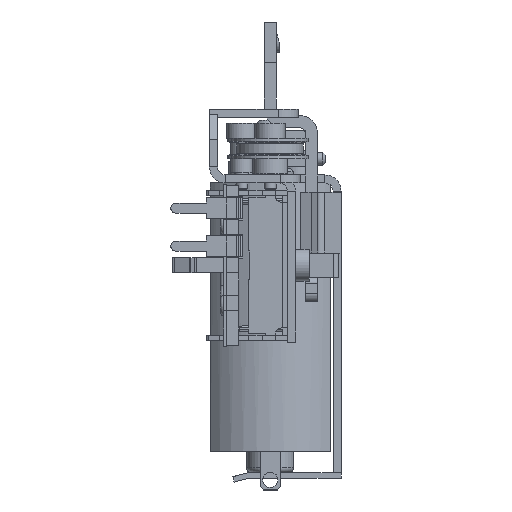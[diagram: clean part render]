
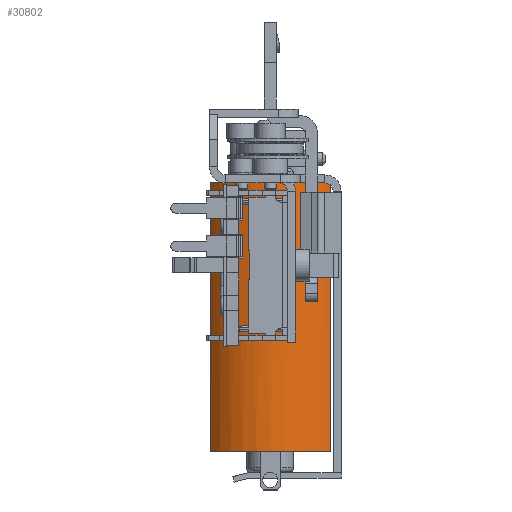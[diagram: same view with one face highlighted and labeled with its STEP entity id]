
A CAD part, left-side view. The second image highlights one B-rep face of the part: STEP entity #30802.
In plain terms, the highlighted cylindrical face has radius 7.7 mm (diameter 15.4 mm), a partial arc.
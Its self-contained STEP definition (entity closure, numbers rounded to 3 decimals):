
#29973=CARTESIAN_POINT('',(66.681,5.,0.));
#29974=VERTEX_POINT('',#29973);
#29992=CARTESIAN_POINT('',(68.064,6.51,0.));
#29993=VERTEX_POINT('',#29992);
#30000=CARTESIAN_POINT('',(73.,0.6,0.));
#30001=DIRECTION('',(0.,0.,-1.));
#30002=DIRECTION('',(-0.641,0.768,0.));
#30003=AXIS2_PLACEMENT_3D('',#30000,#30001,#30002);
#30004=CIRCLE('',#30003,7.7);
#30005=EDGE_CURVE('',#29974,#29993,#30004,.T.);
#30702=CARTESIAN_POINT('',(68.064,6.51,-26.5));
#30703=VERTEX_POINT('',#30702);
#30704=CARTESIAN_POINT('',(68.064,-5.31,-26.5));
#30705=VERTEX_POINT('',#30704);
#30706=CARTESIAN_POINT('',(73.,0.6,-26.5));
#30707=DIRECTION('',(0.,0.,1.));
#30708=DIRECTION('',(-0.641,0.768,0.));
#30709=AXIS2_PLACEMENT_3D('',#30706,#30707,#30708);
#30710=CIRCLE('',#30709,7.7);
#30711=EDGE_CURVE('',#30703,#30705,#30710,.T.);
#30749=CARTESIAN_POINT('',(68.064,-5.31,-0.184));
#30750=VERTEX_POINT('',#30749);
#30757=CARTESIAN_POINT('',(68.064,-5.31,-26.5));
#30758=DIRECTION('',(0.0,0.0,1.0));
#30759=VECTOR('',#30758,26.316);
#30760=LINE('',#30757,#30759);
#30761=EDGE_CURVE('',#30705,#30750,#30760,.T.);
#30768=CARTESIAN_POINT('',(73.,0.6,-13.25));
#30769=DIRECTION('',(0.,0.,1.0));
#30770=DIRECTION('',(-0.641,0.768,0.));
#30771=AXIS2_PLACEMENT_3D('',#30768,#30769,#30770);
#30772=CYLINDRICAL_SURFACE('',#30771,7.7);
#30773=CARTESIAN_POINT('',(67.511,-4.8,0.));
#30774=VERTEX_POINT('',#30773);
#30775=CARTESIAN_POINT('',(67.511,-4.8,0.));
#30776=CARTESIAN_POINT('',(67.609,-4.9,0.));
#30777=CARTESIAN_POINT('',(67.718,-5.005,-0.019));
#30778=CARTESIAN_POINT('',(67.908,-5.177,-0.09));
#30779=CARTESIAN_POINT('',(67.99,-5.248,-0.132));
#30780=CARTESIAN_POINT('',(68.064,-5.31,-0.184));
#30781=B_SPLINE_CURVE_WITH_KNOTS('',3,(#30775,#30776,#30777,#30778,#30779,#30780),.UNSPECIFIED.,.F.,.U.,(4,2,4),(0.141,0.183,0.215),.UNSPECIFIED.);
#30782=EDGE_CURVE('',#30774,#30750,#30781,.T.);
#30783=ORIENTED_EDGE('',*,*,#30782,.F.);
#30784=CARTESIAN_POINT('',(73.,0.6,0.));
#30785=DIRECTION('',(0.,0.,1.));
#30786=DIRECTION('',(-0.641,0.768,0.));
#30787=AXIS2_PLACEMENT_3D('',#30784,#30785,#30786);
#30788=CIRCLE('',#30787,7.7);
#30789=EDGE_CURVE('',#29974,#30774,#30788,.T.);
#30790=ORIENTED_EDGE('',*,*,#30789,.F.);
#30791=ORIENTED_EDGE('',*,*,#30005,.T.);
#30792=CARTESIAN_POINT('',(68.064,6.51,-26.5));
#30793=DIRECTION('',(0.0,0.0,1.0));
#30794=VECTOR('',#30793,26.5);
#30795=LINE('',#30792,#30794);
#30796=EDGE_CURVE('',#30703,#29993,#30795,.T.);
#30797=ORIENTED_EDGE('',*,*,#30796,.F.);
#30798=ORIENTED_EDGE('',*,*,#30711,.T.);
#30799=ORIENTED_EDGE('',*,*,#30761,.T.);
#30800=EDGE_LOOP('',(#30783,#30790,#30791,#30797,#30798,#30799));
#30801=FACE_OUTER_BOUND('',#30800,.T.);
#30802=ADVANCED_FACE('',(#30801),#30772,.T.);
